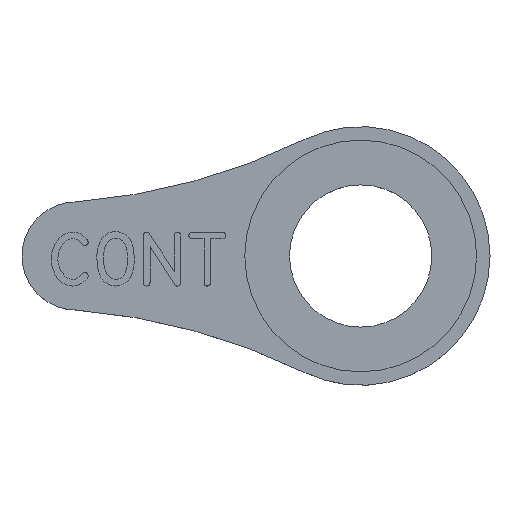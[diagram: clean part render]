
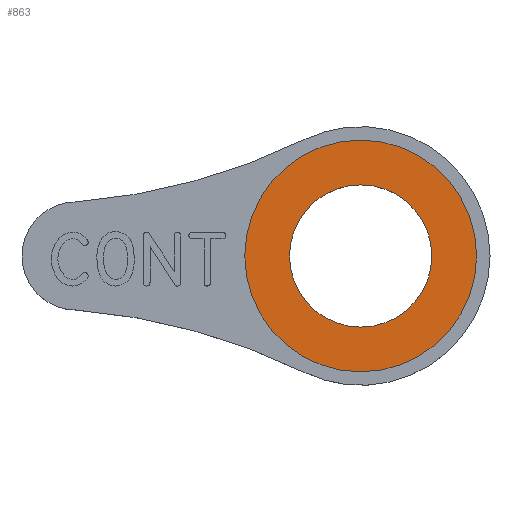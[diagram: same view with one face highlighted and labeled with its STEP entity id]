
A CAD part, top view. The second image highlights one B-rep face of the part: STEP entity #863.
In plain terms, the highlighted planar face has unit normal (0, 0, 1).
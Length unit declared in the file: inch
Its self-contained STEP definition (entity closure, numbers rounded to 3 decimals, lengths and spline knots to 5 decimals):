
#22 = EDGE_CURVE ( 'NONE', #1389, #770, #3453, .T. ) ;
#49 = EDGE_LOOP ( 'NONE', ( #1638, #2500 ) ) ;
#88 = CARTESIAN_POINT ( 'NONE',  ( 0., 0., 0.0595 ) ) ;
#154 = VERTEX_POINT ( 'NONE', #811 ) ;
#451 = DIRECTION ( 'NONE',  ( 0., 0., 1. ) ) ;
#512 = CARTESIAN_POINT ( 'NONE',  ( -0.28, 0., 0.0595 ) ) ;
#760 = CARTESIAN_POINT ( 'NONE',  ( 0., 0., 0.0595 ) ) ;
#770 = VERTEX_POINT ( 'NONE', #512 ) ;
#811 = CARTESIAN_POINT ( 'NONE',  ( -0.17188, 0., 0.0595 ) ) ;
#863 = ADVANCED_FACE ( 'NONE', ( #3380, #2976 ), #2044, .T. ) ;
#953 = CARTESIAN_POINT ( 'NONE',  ( 0.28, 0., 0.0595 ) ) ;
#959 = CARTESIAN_POINT ( 'NONE',  ( 0., 0., 0.0595 ) ) ;
#1012 = DIRECTION ( 'NONE',  ( 0., 0., 1. ) ) ;
#1097 = AXIS2_PLACEMENT_3D ( 'NONE', #1686, #451, #4240 ) ;
#1150 = CARTESIAN_POINT ( 'NONE',  ( 0.17188, 0., 0.0595 ) ) ;
#1204 = AXIS2_PLACEMENT_3D ( 'NONE', #959, #1012, #4762 ) ;
#1221 = ORIENTED_EDGE ( 'NONE', *, *, #22, .T. ) ;
#1367 = DIRECTION ( 'NONE',  ( 1., 0., 0. ) ) ;
#1371 = DIRECTION ( 'NONE',  ( 1., 0., 0. ) ) ;
#1389 = VERTEX_POINT ( 'NONE', #953 ) ;
#1638 = ORIENTED_EDGE ( 'NONE', *, *, #4051, .F. ) ;
#1686 = CARTESIAN_POINT ( 'NONE',  ( 0., 0., 0.0595 ) ) ;
#2044 = PLANE ( 'NONE',  #3143 ) ;
#2324 = ORIENTED_EDGE ( 'NONE', *, *, #3376, .T. ) ;
#2442 = EDGE_CURVE ( 'NONE', #154, #3979, #4834, .T. ) ;
#2500 = ORIENTED_EDGE ( 'NONE', *, *, #2442, .F. ) ;
#2642 = DIRECTION ( 'NONE',  ( 0., 0., 1. ) ) ;
#2976 = FACE_OUTER_BOUND ( 'NONE', #4902, .T. ) ;
#2981 = DIRECTION ( 'NONE',  ( 0., 0., 1. ) ) ;
#3143 = AXIS2_PLACEMENT_3D ( 'NONE', #3512, #2642, #1367 ) ;
#3376 = EDGE_CURVE ( 'NONE', #770, #1389, #4404, .T. ) ;
#3380 = FACE_BOUND ( 'NONE', #49, .T. ) ;
#3453 = CIRCLE ( 'NONE', #5487, 0.28 ) ;
#3512 = CARTESIAN_POINT ( 'NONE',  ( -0.7478, -0.82871, 0.0595 ) ) ;
#3979 = VERTEX_POINT ( 'NONE', #1150 ) ;
#4051 = EDGE_CURVE ( 'NONE', #3979, #154, #4220, .T. ) ;
#4220 = CIRCLE ( 'NONE', #1097, 0.17188 ) ;
#4240 = DIRECTION ( 'NONE',  ( 1., 0., 0. ) ) ;
#4404 = CIRCLE ( 'NONE', #5108, 0.28 ) ;
#4762 = DIRECTION ( 'NONE',  ( 1., 0., 0. ) ) ;
#4834 = CIRCLE ( 'NONE', #1204, 0.17188 ) ;
#4868 = DIRECTION ( 'NONE',  ( 1., 0., 0. ) ) ;
#4902 = EDGE_LOOP ( 'NONE', ( #1221, #2324 ) ) ;
#5108 = AXIS2_PLACEMENT_3D ( 'NONE', #88, #2981, #1371 ) ;
#5414 = DIRECTION ( 'NONE',  ( 0., 0., 1. ) ) ;
#5487 = AXIS2_PLACEMENT_3D ( 'NONE', #760, #5414, #4868 ) ;
